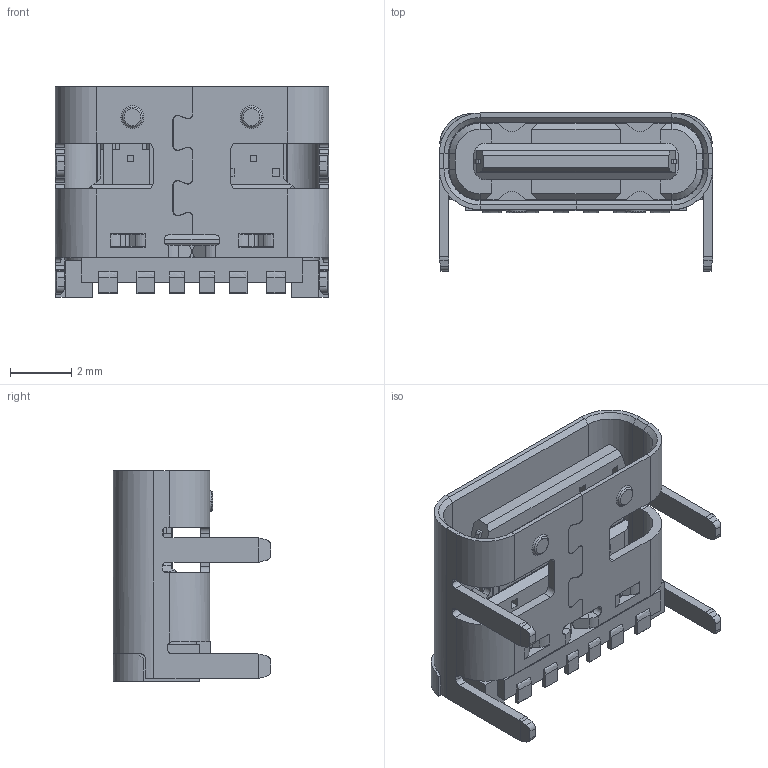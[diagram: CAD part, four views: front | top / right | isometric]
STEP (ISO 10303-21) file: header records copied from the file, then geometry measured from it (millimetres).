
FILE_DESCRIPTION (( 'STEP AP214' ), '1' );
FILE_NAME ('UJC-H-G-SMT-2-P6-TR.STEP', '2025-04-10T11:47:08', ( 'LENOVO' ), ( '' ), 'SwSTEP 2.0', 'SolidWorks 2021', '' );
FILE_SCHEMA (( 'AUTOMOTIVE_DESIGN' ));
Length unit declared in the file: millimetre
Products named in the file (2): UJC-H-G-SMT-2-P6-TR_UJC-H-G-SMT-2-P6-TR; UJC-H-G-SMT-2-P6-TR
Assembly tree (1 placements, depth 2):
  UJC-H-G-SMT-2-P6-TR
    UJC-H-G-SMT-2-P6-TR_UJC-H-G-SMT-2-P6-TR
Bounding box: 8.94 x 5.16 x 6.9 mm (x, y, z)
Volume: 92.8 mm3; surface area: 474.4 mm2
Topology: 16 solids, 16 shells, 883 faces, 2350 edges, 1526 vertices
Faces by surface type: plane 677, cylinder 170, cone 16, bspline 12, torus 8
Entity records: 28738 total; most frequent: CARTESIAN_POINT 6586, ORIENTED_EDGE 4700, DIRECTION 4294, EDGE_CURVE 2350, VECTOR 1892, LINE 1892, VERTEX_POINT 1526, AXIS2_PLACEMENT_3D 1201
